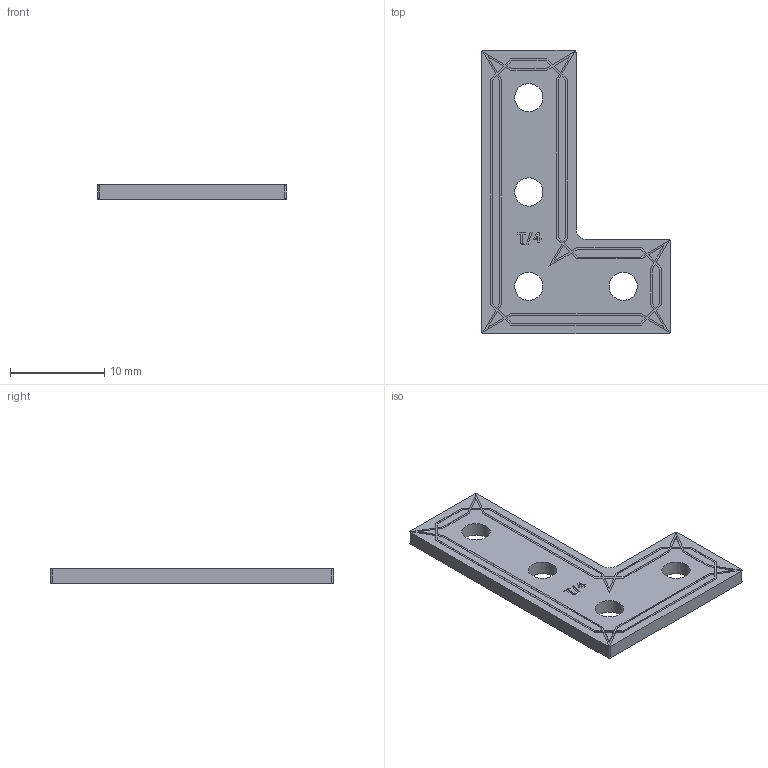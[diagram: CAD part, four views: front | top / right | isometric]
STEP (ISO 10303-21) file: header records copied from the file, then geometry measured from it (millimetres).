
FILE_DESCRIPTION((''),'2;1');
FILE_NAME('100304.stp','2015-07-14T02:29:30',('Jeff'),(''),'Autodesk Inventor 2010','Autodesk Inventor 2010','');
FILE_SCHEMA(('CONFIG_CONTROL_DESIGN'));
Length unit declared in the file: millimetre
Products named in the file (1): 100304
Bounding box: 20 x 30 x 1.5 mm (x, y, z)
Volume: 556.9 mm3; surface area: 958.9 mm2
Topology: 1 solids, 1 shells, 334 faces, 888 edges, 592 vertices
Faces by surface type: plane 203, bspline 121, cylinder 10
Full cylindrical faces by diameter (mm): 3 x4
Entity records: 10218 total; most frequent: CARTESIAN_POINT 2246, ORIENTED_EDGE 1768, DIRECTION 1308, EDGE_CURVE 884, VECTOR 840, LINE 840, VERTEX_POINT 592, EDGE_LOOP 382
